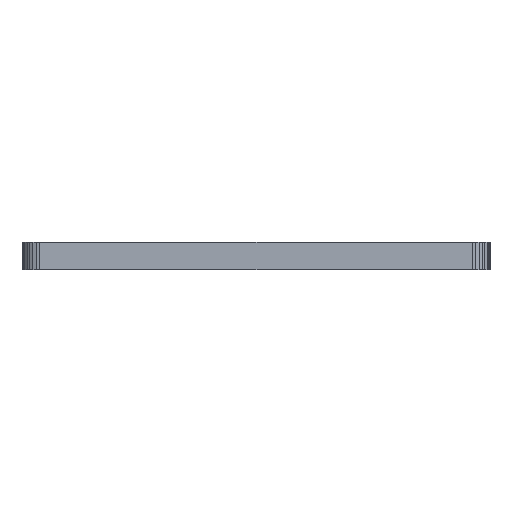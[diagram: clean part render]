
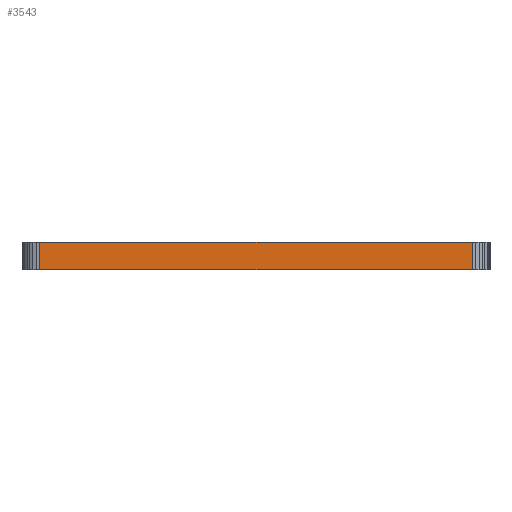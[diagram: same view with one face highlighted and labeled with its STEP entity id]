
A CAD part, left-side view. The second image highlights one B-rep face of the part: STEP entity #3543.
In plain terms, the highlighted planar face has unit normal (-1, 0, 0).
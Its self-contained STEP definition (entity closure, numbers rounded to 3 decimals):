
#302 = VERTEX_POINT('',#303);
#303 = CARTESIAN_POINT('',(71.32,-83.075,0.));
#309 = EDGE_CURVE('',#302,#310,#312,.T.);
#310 = VERTEX_POINT('',#311);
#311 = CARTESIAN_POINT('',(71.32,-58.665,0.));
#312 = LINE('',#313,#314);
#313 = CARTESIAN_POINT('',(71.32,-83.075,0.));
#314 = VECTOR('',#315,1.);
#315 = DIRECTION('',(0.,1.,0.));
#1861 = VERTEX_POINT('',#1862);
#1862 = CARTESIAN_POINT('',(71.32,-83.075,1.566));
#1868 = EDGE_CURVE('',#1861,#1869,#1871,.T.);
#1869 = VERTEX_POINT('',#1870);
#1870 = CARTESIAN_POINT('',(71.32,-58.665,1.566));
#1871 = LINE('',#1872,#1873);
#1872 = CARTESIAN_POINT('',(71.32,-83.075,1.566));
#1873 = VECTOR('',#1874,1.);
#1874 = DIRECTION('',(0.,1.,0.));
#3513 = EDGE_CURVE('',#310,#1869,#3514,.T.);
#3514 = LINE('',#3515,#3516);
#3515 = CARTESIAN_POINT('',(71.32,-58.665,0.));
#3516 = VECTOR('',#3517,1.);
#3517 = DIRECTION('',(0.,0.,1.));
#3543 = ADVANCED_FACE('',(#3544),#3555,.T.);
#3544 = FACE_BOUND('',#3545,.T.);
#3545 = EDGE_LOOP('',(#3546,#3552,#3553,#3554));
#3546 = ORIENTED_EDGE('',*,*,#3547,.T.);
#3547 = EDGE_CURVE('',#302,#1861,#3548,.T.);
#3548 = LINE('',#3549,#3550);
#3549 = CARTESIAN_POINT('',(71.32,-83.075,0.));
#3550 = VECTOR('',#3551,1.);
#3551 = DIRECTION('',(0.,0.,1.));
#3552 = ORIENTED_EDGE('',*,*,#1868,.T.);
#3553 = ORIENTED_EDGE('',*,*,#3513,.F.);
#3554 = ORIENTED_EDGE('',*,*,#309,.F.);
#3555 = PLANE('',#3556);
#3556 = AXIS2_PLACEMENT_3D('',#3557,#3558,#3559);
#3557 = CARTESIAN_POINT('',(71.32,-83.075,0.));
#3558 = DIRECTION('',(-1.,0.,0.));
#3559 = DIRECTION('',(0.,1.,0.));
